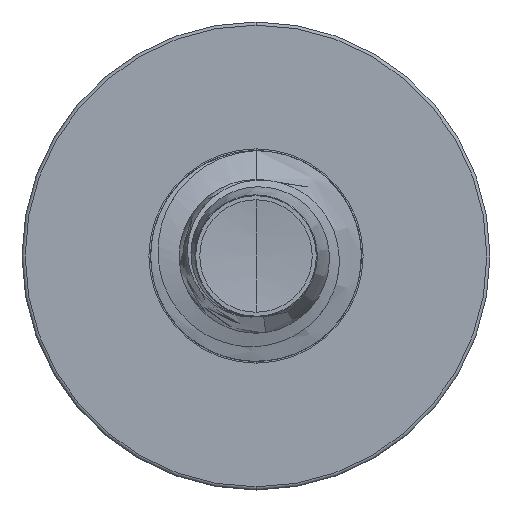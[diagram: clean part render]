
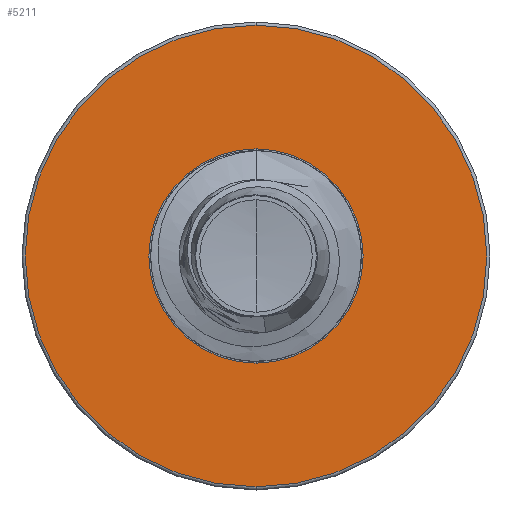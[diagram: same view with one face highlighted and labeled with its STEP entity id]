
A CAD part, front view. The second image highlights one B-rep face of the part: STEP entity #5211.
In plain terms, the highlighted planar face has unit normal (0, -1, 0).
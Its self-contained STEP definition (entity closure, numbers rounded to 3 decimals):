
#232 = DIRECTION ( 'NONE',  ( 0., 0., 1. ) ) ;
#468 = CARTESIAN_POINT ( 'NONE',  ( 0., 8., 0. ) ) ;
#866 = CARTESIAN_POINT ( 'NONE',  ( 0., 8., -0.916 ) ) ;
#970 = VERTEX_POINT ( 'NONE', #8707 ) ;
#1022 = DIRECTION ( 'NONE',  ( 0., 0., 1. ) ) ;
#1105 = EDGE_CURVE ( 'NONE', #4853, #5616, #11427, .T. ) ;
#1867 = AXIS2_PLACEMENT_3D ( 'NONE', #10991, #3681, #12155 ) ;
#2096 = EDGE_LOOP ( 'NONE', ( #4757, #7908 ) ) ;
#2187 = CARTESIAN_POINT ( 'NONE',  ( 0., 8., -0.916 ) ) ;
#2337 = CIRCLE ( 'NONE', #5995, 0.916 ) ;
#3479 = EDGE_CURVE ( 'NONE', #970, #3653, #7118, .T. ) ;
#3653 = VERTEX_POINT ( 'NONE', #15484 ) ;
#3681 = DIRECTION ( 'NONE',  ( 0., 1., 0. ) ) ;
#4083 = CARTESIAN_POINT ( 'NONE',  ( 0., 8., 0. ) ) ;
#4116 = FACE_OUTER_BOUND ( 'NONE', #6367, .T. ) ;
#4757 = ORIENTED_EDGE ( 'NONE', *, *, #7721, .T. ) ;
#4853 = VERTEX_POINT ( 'NONE', #2187 ) ;
#5211 = ADVANCED_FACE ( 'NONE', ( #4116, #10614 ), #13123, .F. ) ;
#5325 = DIRECTION ( 'NONE',  ( 0., 0., 1. ) ) ;
#5616 = VERTEX_POINT ( 'NONE', #10997 ) ;
#5995 = AXIS2_PLACEMENT_3D ( 'NONE', #4083, #12543, #5325 ) ;
#6203 = CIRCLE ( 'NONE', #1867, 1.973 ) ;
#6367 = EDGE_LOOP ( 'NONE', ( #6727, #15548 ) ) ;
#6727 = ORIENTED_EDGE ( 'NONE', *, *, #9365, .F. ) ;
#7118 = CIRCLE ( 'NONE', #11541, 1.973 ) ;
#7721 = EDGE_CURVE ( 'NONE', #5616, #4853, #2337, .T. ) ;
#7908 = ORIENTED_EDGE ( 'NONE', *, *, #1105, .T. ) ;
#8334 = DIRECTION ( 'NONE',  ( 0., 0., 1. ) ) ;
#8378 = DIRECTION ( 'NONE',  ( 0., 1., 0. ) ) ;
#8707 = CARTESIAN_POINT ( 'NONE',  ( 0., 8., -1.973 ) ) ;
#9188 = DIRECTION ( 'NONE',  ( 0., 1., 0. ) ) ;
#9365 = EDGE_CURVE ( 'NONE', #3653, #970, #6203, .T. ) ;
#9506 = AXIS2_PLACEMENT_3D ( 'NONE', #866, #8378, #1022 ) ;
#9863 = CARTESIAN_POINT ( 'NONE',  ( 0., 8., 0. ) ) ;
#10081 = AXIS2_PLACEMENT_3D ( 'NONE', #9863, #9188, #8334 ) ;
#10173 = DIRECTION ( 'NONE',  ( 0., 1., 0. ) ) ;
#10614 = FACE_BOUND ( 'NONE', #2096, .T. ) ;
#10991 = CARTESIAN_POINT ( 'NONE',  ( 0., 8., 0. ) ) ;
#10997 = CARTESIAN_POINT ( 'NONE',  ( 0., 8., 0.916 ) ) ;
#11427 = CIRCLE ( 'NONE', #10081, 0.916 ) ;
#11541 = AXIS2_PLACEMENT_3D ( 'NONE', #468, #10173, #232 ) ;
#12155 = DIRECTION ( 'NONE',  ( 0., 0., 1. ) ) ;
#12543 = DIRECTION ( 'NONE',  ( 0., 1., 0. ) ) ;
#13123 = PLANE ( 'NONE',  #9506 ) ;
#15484 = CARTESIAN_POINT ( 'NONE',  ( 0., 8., 1.973 ) ) ;
#15548 = ORIENTED_EDGE ( 'NONE', *, *, #3479, .F. ) ;
